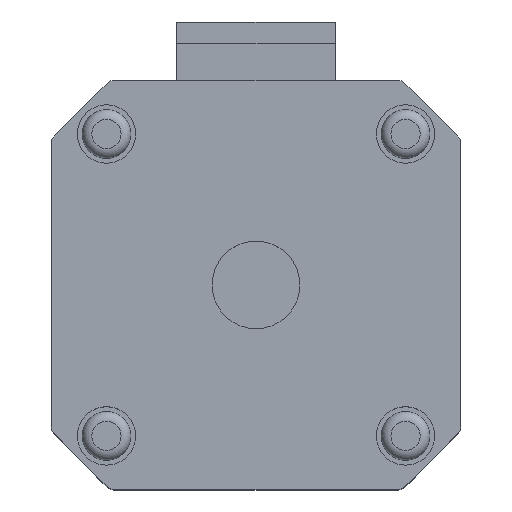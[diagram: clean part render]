
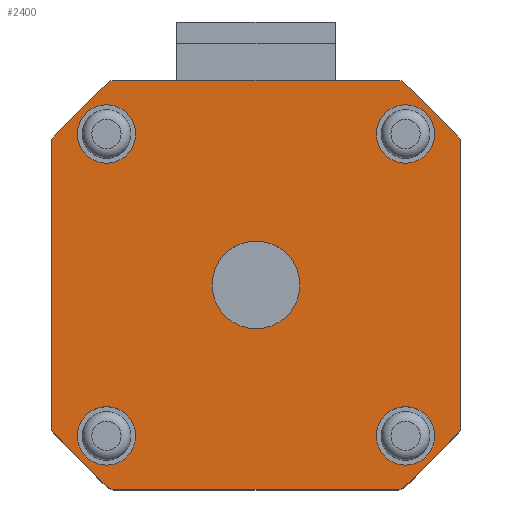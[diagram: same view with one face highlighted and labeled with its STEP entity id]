
A CAD part, top view. The second image highlights one B-rep face of the part: STEP entity #2400.
In plain terms, the highlighted planar face has unit normal (0, 0, 1).
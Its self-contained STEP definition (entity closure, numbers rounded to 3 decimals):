
#97=FACE_BOUND('',#778,.T.);
#98=FACE_BOUND('',#779,.T.);
#99=FACE_BOUND('',#780,.T.);
#100=FACE_BOUND('',#781,.T.);
#101=FACE_BOUND('',#782,.T.);
#276=LINE('',#3934,#482);
#282=LINE('',#3947,#488);
#284=LINE('',#3952,#490);
#288=LINE('',#3961,#494);
#292=LINE('',#3971,#498);
#293=LINE('',#3976,#499);
#294=LINE('',#3981,#500);
#295=LINE('',#3986,#501);
#482=VECTOR('',#3222,29.172);
#488=VECTOR('',#3230,29.172);
#490=VECTOR('',#3234,29.172);
#494=VECTOR('',#3240,29.172);
#498=VECTOR('',#3248,7.657);
#499=VECTOR('',#3253,7.657);
#500=VECTOR('',#3258,7.657);
#501=VECTOR('',#3263,7.657);
#621=FACE_OUTER_BOUND('',#777,.T.);
#777=EDGE_LOOP('',(#1978,#1979,#1980,#1981,#1982,#1983,#1984,#1985,#1986,
#1987,#1988,#1989,#1990,#1991,#1992,#1993));
#778=EDGE_LOOP('',(#1994));
#779=EDGE_LOOP('',(#1995));
#780=EDGE_LOOP('',(#1996));
#781=EDGE_LOOP('',(#1997));
#782=EDGE_LOOP('',(#1998));
#904=CIRCLE('',#2633,1.);
#905=CIRCLE('',#2634,1.);
#906=CIRCLE('',#2635,1.);
#907=CIRCLE('',#2636,1.);
#908=CIRCLE('',#2637,1.);
#909=CIRCLE('',#2638,1.);
#910=CIRCLE('',#2639,1.);
#911=CIRCLE('',#2640,1.);
#912=CIRCLE('',#2641,3.);
#913=CIRCLE('',#2642,3.);
#914=CIRCLE('',#2643,3.);
#915=CIRCLE('',#2644,3.);
#916=CIRCLE('',#2645,4.5);
#1108=VERTEX_POINT('',#3932);
#1109=VERTEX_POINT('',#3933);
#1114=VERTEX_POINT('',#3944);
#1115=VERTEX_POINT('',#3946);
#1116=VERTEX_POINT('',#3950);
#1117=VERTEX_POINT('',#3951);
#1120=VERTEX_POINT('',#3959);
#1121=VERTEX_POINT('',#3960);
#1124=VERTEX_POINT('',#3968);
#1125=VERTEX_POINT('',#3970);
#1126=VERTEX_POINT('',#3973);
#1127=VERTEX_POINT('',#3975);
#1128=VERTEX_POINT('',#3978);
#1129=VERTEX_POINT('',#3980);
#1130=VERTEX_POINT('',#3983);
#1131=VERTEX_POINT('',#3985);
#1132=VERTEX_POINT('',#3988);
#1133=VERTEX_POINT('',#3990);
#1134=VERTEX_POINT('',#3992);
#1135=VERTEX_POINT('',#3994);
#1136=VERTEX_POINT('',#3996);
#1405=EDGE_CURVE('',#1108,#1109,#276,.T.);
#1411=EDGE_CURVE('',#1115,#1114,#282,.T.);
#1413=EDGE_CURVE('',#1116,#1117,#284,.T.);
#1417=EDGE_CURVE('',#1120,#1121,#288,.T.);
#1421=EDGE_CURVE('',#1114,#1124,#904,.T.);
#1422=EDGE_CURVE('',#1124,#1125,#292,.F.);
#1423=EDGE_CURVE('',#1125,#1116,#905,.T.);
#1424=EDGE_CURVE('',#1117,#1126,#906,.T.);
#1425=EDGE_CURVE('',#1126,#1127,#293,.F.);
#1426=EDGE_CURVE('',#1127,#1120,#907,.T.);
#1427=EDGE_CURVE('',#1121,#1128,#908,.T.);
#1428=EDGE_CURVE('',#1128,#1129,#294,.F.);
#1429=EDGE_CURVE('',#1129,#1108,#909,.T.);
#1430=EDGE_CURVE('',#1109,#1130,#910,.T.);
#1431=EDGE_CURVE('',#1130,#1131,#295,.F.);
#1432=EDGE_CURVE('',#1131,#1115,#911,.T.);
#1433=EDGE_CURVE('',#1132,#1132,#912,.T.);
#1434=EDGE_CURVE('',#1133,#1133,#913,.T.);
#1435=EDGE_CURVE('',#1134,#1134,#914,.T.);
#1436=EDGE_CURVE('',#1135,#1135,#915,.T.);
#1437=EDGE_CURVE('',#1136,#1136,#916,.T.);
#1978=ORIENTED_EDGE('',*,*,#1411,.T.);
#1979=ORIENTED_EDGE('',*,*,#1421,.T.);
#1980=ORIENTED_EDGE('',*,*,#1422,.T.);
#1981=ORIENTED_EDGE('',*,*,#1423,.T.);
#1982=ORIENTED_EDGE('',*,*,#1413,.T.);
#1983=ORIENTED_EDGE('',*,*,#1424,.T.);
#1984=ORIENTED_EDGE('',*,*,#1425,.T.);
#1985=ORIENTED_EDGE('',*,*,#1426,.T.);
#1986=ORIENTED_EDGE('',*,*,#1417,.T.);
#1987=ORIENTED_EDGE('',*,*,#1427,.T.);
#1988=ORIENTED_EDGE('',*,*,#1428,.T.);
#1989=ORIENTED_EDGE('',*,*,#1429,.T.);
#1990=ORIENTED_EDGE('',*,*,#1405,.T.);
#1991=ORIENTED_EDGE('',*,*,#1430,.T.);
#1992=ORIENTED_EDGE('',*,*,#1431,.T.);
#1993=ORIENTED_EDGE('',*,*,#1432,.T.);
#1994=ORIENTED_EDGE('',*,*,#1433,.F.);
#1995=ORIENTED_EDGE('',*,*,#1434,.F.);
#1996=ORIENTED_EDGE('',*,*,#1435,.F.);
#1997=ORIENTED_EDGE('',*,*,#1436,.F.);
#1998=ORIENTED_EDGE('',*,*,#1437,.T.);
#2206=PLANE('',#2632);
#2400=ADVANCED_FACE('',(#621,#97,#98,#99,#100,#101),#2206,.T.);
#2632=AXIS2_PLACEMENT_3D('',#3967,#3244,#3245);
#2633=AXIS2_PLACEMENT_3D('',#3969,#3246,#3247);
#2634=AXIS2_PLACEMENT_3D('',#3972,#3249,#3250);
#2635=AXIS2_PLACEMENT_3D('',#3974,#3251,#3252);
#2636=AXIS2_PLACEMENT_3D('',#3977,#3254,#3255);
#2637=AXIS2_PLACEMENT_3D('',#3979,#3256,#3257);
#2638=AXIS2_PLACEMENT_3D('',#3982,#3259,#3260);
#2639=AXIS2_PLACEMENT_3D('',#3984,#3261,#3262);
#2640=AXIS2_PLACEMENT_3D('',#3987,#3264,#3265);
#2641=AXIS2_PLACEMENT_3D('',#3989,#3266,#3267);
#2642=AXIS2_PLACEMENT_3D('',#3991,#3268,#3269);
#2643=AXIS2_PLACEMENT_3D('',#3993,#3270,#3271);
#2644=AXIS2_PLACEMENT_3D('',#3995,#3272,#3273);
#2645=AXIS2_PLACEMENT_3D('',#3997,#3274,#3275);
#3222=DIRECTION('',(0.,1.,0.));
#3230=DIRECTION('',(-1.,0.,0.));
#3234=DIRECTION('',(0.,-1.,0.));
#3240=DIRECTION('',(1.,0.,0.));
#3244=DIRECTION('center_axis',(0.,0.,1.));
#3245=DIRECTION('ref_axis',(1.,0.,0.));
#3246=DIRECTION('center_axis',(0.,0.,1.));
#3247=DIRECTION('ref_axis',(1.,0.,0.));
#3248=DIRECTION('',(0.707,0.707,0.));
#3249=DIRECTION('center_axis',(0.,0.,1.));
#3250=DIRECTION('ref_axis',(1.,0.,0.));
#3251=DIRECTION('center_axis',(0.,0.,1.));
#3252=DIRECTION('ref_axis',(1.,0.,0.));
#3253=DIRECTION('',(-0.707,0.707,0.));
#3254=DIRECTION('center_axis',(0.,0.,1.));
#3255=DIRECTION('ref_axis',(1.,0.,0.));
#3256=DIRECTION('center_axis',(0.,0.,1.));
#3257=DIRECTION('ref_axis',(1.,0.,0.));
#3258=DIRECTION('',(-0.707,-0.707,0.));
#3259=DIRECTION('center_axis',(0.,0.,1.));
#3260=DIRECTION('ref_axis',(1.,0.,0.));
#3261=DIRECTION('center_axis',(0.,0.,1.));
#3262=DIRECTION('ref_axis',(1.,0.,0.));
#3263=DIRECTION('',(0.707,-0.707,0.));
#3264=DIRECTION('center_axis',(0.,0.,1.));
#3265=DIRECTION('ref_axis',(1.,0.,0.));
#3266=DIRECTION('center_axis',(0.,0.,1.));
#3267=DIRECTION('ref_axis',(1.,0.,0.));
#3268=DIRECTION('center_axis',(0.,0.,1.));
#3269=DIRECTION('ref_axis',(1.,0.,0.));
#3270=DIRECTION('center_axis',(0.,0.,1.));
#3271=DIRECTION('ref_axis',(1.,0.,0.));
#3272=DIRECTION('center_axis',(0.,0.,1.));
#3273=DIRECTION('ref_axis',(1.,0.,0.));
#3274=DIRECTION('center_axis',(0.,0.,-1.));
#3275=DIRECTION('ref_axis',(-1.,0.,0.));
#3932=CARTESIAN_POINT('',(21.,-14.586,8.));
#3933=CARTESIAN_POINT('',(21.,14.586,8.));
#3934=CARTESIAN_POINT('',(21.,-14.586,8.));
#3944=CARTESIAN_POINT('',(-14.586,21.,8.));
#3946=CARTESIAN_POINT('',(14.586,21.,8.));
#3947=CARTESIAN_POINT('',(14.586,21.,8.));
#3950=CARTESIAN_POINT('',(-21.,14.586,8.));
#3951=CARTESIAN_POINT('',(-21.,-14.586,8.));
#3952=CARTESIAN_POINT('',(-21.,14.586,8.));
#3959=CARTESIAN_POINT('',(-14.586,-21.,8.));
#3960=CARTESIAN_POINT('',(14.586,-21.,8.));
#3961=CARTESIAN_POINT('',(-14.586,-21.,8.));
#3967=CARTESIAN_POINT('Origin',(0.,0.,8.));
#3968=CARTESIAN_POINT('',(-15.293,20.707,8.));
#3969=CARTESIAN_POINT('Origin',(-14.586,20.,8.));
#3970=CARTESIAN_POINT('',(-20.707,15.293,8.));
#3971=CARTESIAN_POINT('',(-20.707,15.293,8.));
#3972=CARTESIAN_POINT('Origin',(-20.,14.586,8.));
#3973=CARTESIAN_POINT('',(-20.707,-15.293,8.));
#3974=CARTESIAN_POINT('Origin',(-20.,-14.586,8.));
#3975=CARTESIAN_POINT('',(-15.293,-20.707,8.));
#3976=CARTESIAN_POINT('',(-15.293,-20.707,8.));
#3977=CARTESIAN_POINT('Origin',(-14.586,-20.,8.));
#3978=CARTESIAN_POINT('',(15.293,-20.707,8.));
#3979=CARTESIAN_POINT('Origin',(14.586,-20.,8.));
#3980=CARTESIAN_POINT('',(20.707,-15.293,8.));
#3981=CARTESIAN_POINT('',(20.707,-15.293,8.));
#3982=CARTESIAN_POINT('Origin',(20.,-14.586,8.));
#3983=CARTESIAN_POINT('',(20.707,15.293,8.));
#3984=CARTESIAN_POINT('Origin',(20.,14.586,8.));
#3985=CARTESIAN_POINT('',(15.293,20.707,8.));
#3986=CARTESIAN_POINT('',(15.293,20.707,8.));
#3987=CARTESIAN_POINT('Origin',(14.586,20.,8.));
#3988=CARTESIAN_POINT('',(-18.35,-15.5,8.));
#3989=CARTESIAN_POINT('Origin',(-15.35,-15.5,8.));
#3990=CARTESIAN_POINT('',(12.35,-15.5,8.));
#3991=CARTESIAN_POINT('Origin',(15.35,-15.5,8.));
#3992=CARTESIAN_POINT('',(12.35,15.5,8.));
#3993=CARTESIAN_POINT('Origin',(15.35,15.5,8.));
#3994=CARTESIAN_POINT('',(-18.35,15.5,8.));
#3995=CARTESIAN_POINT('Origin',(-15.35,15.5,8.));
#3996=CARTESIAN_POINT('',(4.5,0.,8.));
#3997=CARTESIAN_POINT('Origin',(0.,0.,8.));
